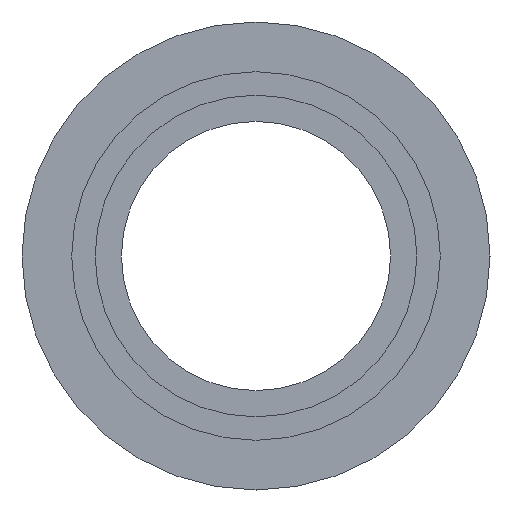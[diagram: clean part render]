
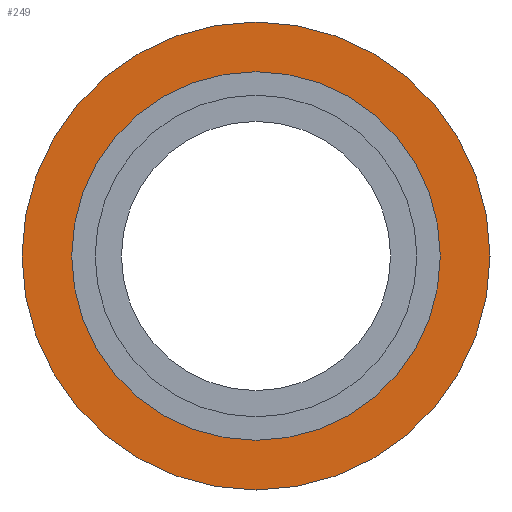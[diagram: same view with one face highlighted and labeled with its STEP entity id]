
A CAD part, front view. The second image highlights one B-rep face of the part: STEP entity #249.
In plain terms, the highlighted planar face has unit normal (0, -1, 0).
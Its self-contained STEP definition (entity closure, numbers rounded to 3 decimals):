
#31 = AXIS2_PLACEMENT_3D ( 'NONE', #652, #305, #707 ) ;
#32 = FACE_OUTER_BOUND ( 'NONE', #672, .T. ) ;
#83 = DIRECTION ( 'NONE',  ( 0., -1., 0. ) ) ;
#111 = CIRCLE ( 'NONE', #494, 20. ) ;
#128 = VERTEX_POINT ( 'NONE', #164 ) ;
#131 = DIRECTION ( 'NONE',  ( 0., -1., 0. ) ) ;
#138 = DIRECTION ( 'NONE',  ( 0., 0., -1. ) ) ;
#144 = ORIENTED_EDGE ( 'NONE', *, *, #655, .T. ) ;
#161 = ORIENTED_EDGE ( 'NONE', *, *, #600, .F. ) ;
#164 = CARTESIAN_POINT ( 'NONE',  ( 0., 5., -20. ) ) ;
#185 = DIRECTION ( 'NONE',  ( 0., -1., 0. ) ) ;
#188 = DIRECTION ( 'NONE',  ( 0., 0., -1. ) ) ;
#196 = AXIS2_PLACEMENT_3D ( 'NONE', #246, #83, #138 ) ;
#224 = VERTEX_POINT ( 'NONE', #338 ) ;
#246 = CARTESIAN_POINT ( 'NONE',  ( 0., 5., 0. ) ) ;
#249 = ADVANCED_FACE ( 'NONE', ( #629, #32 ), #511, .F. ) ;
#305 = DIRECTION ( 'NONE',  ( 0., -1., 0. ) ) ;
#338 = CARTESIAN_POINT ( 'NONE',  ( 0., 5., 15.75 ) ) ;
#365 = ORIENTED_EDGE ( 'NONE', *, *, #512, .T. ) ;
#369 = CARTESIAN_POINT ( 'NONE',  ( 0., 5., 20. ) ) ;
#379 = AXIS2_PLACEMENT_3D ( 'NONE', #466, #185, #641 ) ;
#422 = CARTESIAN_POINT ( 'NONE',  ( 0., 5., -15.75 ) ) ;
#463 = VERTEX_POINT ( 'NONE', #369 ) ;
#464 = EDGE_CURVE ( 'NONE', #637, #224, #709, .T. ) ;
#466 = CARTESIAN_POINT ( 'NONE',  ( 0., 5., 0. ) ) ;
#471 = EDGE_LOOP ( 'NONE', ( #628, #161 ) ) ;
#494 = AXIS2_PLACEMENT_3D ( 'NONE', #638, #131, #188 ) ;
#504 = CARTESIAN_POINT ( 'NONE',  ( -20., 5., 0. ) ) ;
#511 = PLANE ( 'NONE',  #635 ) ;
#512 = EDGE_CURVE ( 'NONE', #463, #128, #111, .T. ) ;
#544 = CIRCLE ( 'NONE', #379, 15.75 ) ;
#575 = DIRECTION ( 'NONE',  ( 0., 1., 0. ) ) ;
#592 = CIRCLE ( 'NONE', #31, 20. ) ;
#600 = EDGE_CURVE ( 'NONE', #224, #637, #544, .T. ) ;
#624 = DIRECTION ( 'NONE',  ( 0., 0., 1. ) ) ;
#628 = ORIENTED_EDGE ( 'NONE', *, *, #464, .F. ) ;
#629 = FACE_BOUND ( 'NONE', #471, .T. ) ;
#635 = AXIS2_PLACEMENT_3D ( 'NONE', #504, #575, #624 ) ;
#637 = VERTEX_POINT ( 'NONE', #422 ) ;
#638 = CARTESIAN_POINT ( 'NONE',  ( 0., 5., 0. ) ) ;
#641 = DIRECTION ( 'NONE',  ( 0., 0., -1. ) ) ;
#652 = CARTESIAN_POINT ( 'NONE',  ( 0., 5., 0. ) ) ;
#655 = EDGE_CURVE ( 'NONE', #128, #463, #592, .T. ) ;
#672 = EDGE_LOOP ( 'NONE', ( #144, #365 ) ) ;
#707 = DIRECTION ( 'NONE',  ( 0., 0., -1. ) ) ;
#709 = CIRCLE ( 'NONE', #196, 15.75 ) ;
